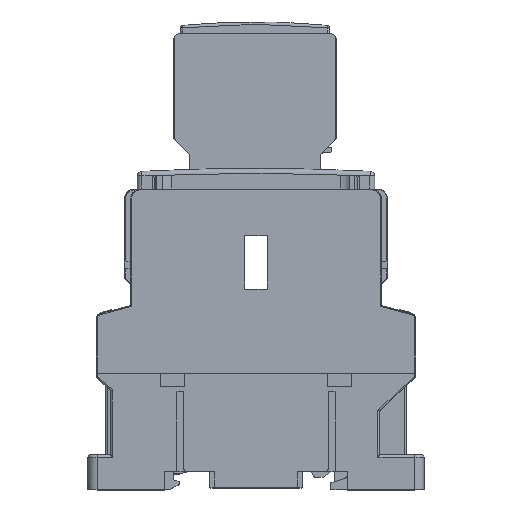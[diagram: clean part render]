
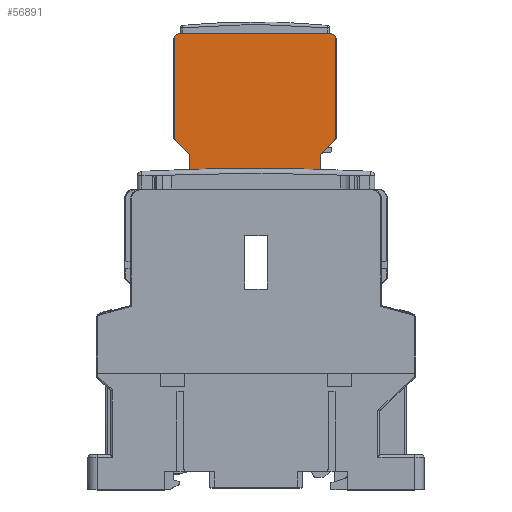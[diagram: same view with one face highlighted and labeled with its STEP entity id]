
A CAD part, top view. The second image highlights one B-rep face of the part: STEP entity #56891.
In plain terms, the highlighted planar face has unit normal (0, 0, 1).
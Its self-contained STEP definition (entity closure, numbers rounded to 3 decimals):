
#24638 = CIRCLE ( 'NONE', #24640, 1.5 ) ;
#24640 = AXIS2_PLACEMENT_3D ( 'NONE', #35456, #35457, #35458 ) ;
#24642 = CIRCLE ( 'NONE', #24645, 0.2 ) ;
#24645 = AXIS2_PLACEMENT_3D ( 'NONE', #35462, #35463, #35464 ) ;
#24647 = CIRCLE ( 'NONE', #24657, 0.2 ) ;
#24657 = AXIS2_PLACEMENT_3D ( 'NONE', #35474, #35475, #35476 ) ;
#24664 = CIRCLE ( 'NONE', #24668, 1.5 ) ;
#24668 = AXIS2_PLACEMENT_3D ( 'NONE', #35487, #35488, #35489 ) ;
#35456 = CARTESIAN_POINT ( 'NONE',  ( 15.791, 70.921, 19.9 ) ) ;
#35457 = DIRECTION ( 'NONE',  ( 0., 0., -1. ) ) ;
#35458 = DIRECTION ( 'NONE',  ( 0., 1., 0. ) ) ;
#35462 = CARTESIAN_POINT ( 'NONE',  ( 10.091, 63.7, 19.9 ) ) ;
#35463 = DIRECTION ( 'NONE',  ( 0., 0., -1. ) ) ;
#35464 = DIRECTION ( 'NONE',  ( 0., -1., 0. ) ) ;
#35474 = CARTESIAN_POINT ( 'NONE',  ( -10.509, 63.7, 19.9 ) ) ;
#35475 = DIRECTION ( 'NONE',  ( 0., 0., -1. ) ) ;
#35476 = DIRECTION ( 'NONE',  ( 0., 1., 0. ) ) ;
#35487 = CARTESIAN_POINT ( 'NONE',  ( -16.209, 70.921, 19.9 ) ) ;
#35488 = DIRECTION ( 'NONE',  ( 0., 0., -1. ) ) ;
#35489 = DIRECTION ( 'NONE',  ( 0., 1., 0. ) ) ;
#36114 = LINE ( 'NONE', #36155, #50684 ) ;
#36155 = CARTESIAN_POINT ( 'NONE',  ( 16.851, 69.861, 19.9 ) ) ;
#36163 = DIRECTION ( 'NONE',  ( -0.707, -0.707, 0. ) ) ;
#36176 = LINE ( 'NONE', #36182, #50690 ) ;
#36179 = LINE ( 'NONE', #36266, #50707 ) ;
#36182 = CARTESIAN_POINT ( 'NONE',  ( 13.791, 78.249, 19.9 ) ) ;
#36185 = DIRECTION ( 'NONE',  ( 0., -1., 0. ) ) ;
#36198 = LINE ( 'NONE', #36202, #50695 ) ;
#36202 = CARTESIAN_POINT ( 'NONE',  ( -0.209, 63.7, 19.9 ) ) ;
#36205 = DIRECTION ( 'NONE',  ( -1., 0., 0. ) ) ;
#36208 = LINE ( 'NONE', #36213, #50697 ) ;
#36213 = CARTESIAN_POINT ( 'NONE',  ( -0.209, 63.9, 19.9 ) ) ;
#36216 = DIRECTION ( 'NONE',  ( -1., 0., 0. ) ) ;
#36219 = LINE ( 'NONE', #36222, #50699 ) ;
#36222 = CARTESIAN_POINT ( 'NONE',  ( -0.209, 63.7, 19.9 ) ) ;
#36225 = DIRECTION ( 'NONE',  ( -1., 0., 0. ) ) ;
#36235 = LINE ( 'NONE', #36240, #50704 ) ;
#36240 = CARTESIAN_POINT ( 'NONE',  ( -14.209, 78.249, 19.9 ) ) ;
#36242 = DIRECTION ( 'NONE',  ( 0., 1., 0. ) ) ;
#36254 = LINE ( 'NONE', #36260, #50709 ) ;
#36260 = CARTESIAN_POINT ( 'NONE',  ( -14.209, 66.8, 19.9 ) ) ;
#36263 = DIRECTION ( 'NONE',  ( -0.707, 0.707, 0. ) ) ;
#36266 = CARTESIAN_POINT ( 'NONE',  ( -17.409, 78.249, 19.9 ) ) ;
#36273 = DIRECTION ( 'NONE',  ( 0., 1., 0. ) ) ;
#36305 = CARTESIAN_POINT ( 'NONE',  ( -16.209, 91.3, 19.9 ) ) ;
#36308 = DIRECTION ( 'NONE',  ( 0., 0., -1. ) ) ;
#36311 = DIRECTION ( 'NONE',  ( 0., 1., 0. ) ) ;
#36319 = LINE ( 'NONE', #36324, #50720 ) ;
#36324 = CARTESIAN_POINT ( 'NONE',  ( -0.209, 92.8, 19.9 ) ) ;
#36327 = DIRECTION ( 'NONE',  ( 1., 0., 0. ) ) ;
#36351 = CARTESIAN_POINT ( 'NONE',  ( 15.791, 91.3, 19.9 ) ) ;
#36354 = DIRECTION ( 'NONE',  ( 0., 0., -1. ) ) ;
#36357 = DIRECTION ( 'NONE',  ( 0., 1., 0. ) ) ;
#36375 = LINE ( 'NONE', #36380, #50730 ) ;
#36380 = CARTESIAN_POINT ( 'NONE',  ( 16.991, 78.249, 19.9 ) ) ;
#36383 = DIRECTION ( 'NONE',  ( 0., -1., 0. ) ) ;
#46656 = VERTEX_POINT ( 'NONE', #191087 ) ;
#46683 = VERTEX_POINT ( 'NONE', #191111 ) ;
#46689 = VERTEX_POINT ( 'NONE', #191117 ) ;
#46690 = VERTEX_POINT ( 'NONE', #191119 ) ;
#46692 = VERTEX_POINT ( 'NONE', #191121 ) ;
#46699 = VERTEX_POINT ( 'NONE', #191127 ) ;
#46701 = VERTEX_POINT ( 'NONE', #191129 ) ;
#46707 = VERTEX_POINT ( 'NONE', #191135 ) ;
#46786 = VERTEX_POINT ( 'NONE', #191758 ) ;
#46799 = VERTEX_POINT ( 'NONE', #191776 ) ;
#46804 = VERTEX_POINT ( 'NONE', #191782 ) ;
#46807 = VERTEX_POINT ( 'NONE', #191786 ) ;
#46808 = VERTEX_POINT ( 'NONE', #191788 ) ;
#46810 = VERTEX_POINT ( 'NONE', #191790 ) ;
#46812 = VERTEX_POINT ( 'NONE', #191792 ) ;
#46813 = VERTEX_POINT ( 'NONE', #191794 ) ;
#50684 = VECTOR ( 'NONE', #36163, 1000. ) ;
#50690 = VECTOR ( 'NONE', #36185, 1000. ) ;
#50695 = VECTOR ( 'NONE', #36205, 1000. ) ;
#50697 = VECTOR ( 'NONE', #36216, 1000. ) ;
#50699 = VECTOR ( 'NONE', #36225, 1000. ) ;
#50704 = VECTOR ( 'NONE', #36242, 1000. ) ;
#50707 = VECTOR ( 'NONE', #36273, 1000. ) ;
#50709 = VECTOR ( 'NONE', #36263, 1000. ) ;
#50711 = CIRCLE ( 'NONE', #50728, 1.5 ) ;
#50715 = CIRCLE ( 'NONE', #50717, 1.5 ) ;
#50717 = AXIS2_PLACEMENT_3D ( 'NONE', #36305, #36308, #36311 ) ;
#50720 = VECTOR ( 'NONE', #36327, 1000. ) ;
#50728 = AXIS2_PLACEMENT_3D ( 'NONE', #36351, #36354, #36357 ) ;
#50730 = VECTOR ( 'NONE', #36383, 1000. ) ;
#56891 = ADVANCED_FACE ( 'NONE', ( #215469 ), #215476, .F. ) ;
#59825 = EDGE_CURVE ( 'NONE', #46656, #46690, #24638, .T. ) ;
#59827 = EDGE_CURVE ( 'NONE', #46689, #46683, #24642, .T. ) ;
#59831 = EDGE_CURVE ( 'NONE', #46692, #46699, #24647, .T. ) ;
#59835 = EDGE_CURVE ( 'NONE', #46701, #46707, #24664, .T. ) ;
#59958 = EDGE_CURVE ( 'NONE', #46690, #46786, #36114, .T. ) ;
#59960 = EDGE_CURVE ( 'NONE', #46786, #46804, #36176, .T. ) ;
#59962 = EDGE_CURVE ( 'NONE', #46804, #46683, #36198, .T. ) ;
#59963 = EDGE_CURVE ( 'NONE', #46689, #46699, #36208, .T. ) ;
#59964 = EDGE_CURVE ( 'NONE', #46692, #46810, #36219, .T. ) ;
#59966 = EDGE_CURVE ( 'NONE', #46810, #46807, #36235, .T. ) ;
#59968 = EDGE_CURVE ( 'NONE', #46807, #46701, #36254, .T. ) ;
#59969 = EDGE_CURVE ( 'NONE', #46707, #46808, #36179, .T. ) ;
#59971 = EDGE_CURVE ( 'NONE', #46808, #46813, #50715, .T. ) ;
#59973 = EDGE_CURVE ( 'NONE', #46813, #46799, #36319, .T. ) ;
#59975 = EDGE_CURVE ( 'NONE', #46799, #46812, #50711, .T. ) ;
#59977 = EDGE_CURVE ( 'NONE', #46812, #46656, #36375, .T. ) ;
#80488 = ORIENTED_EDGE ( 'NONE', *, *, #59977, .F. ) ;
#80491 = ORIENTED_EDGE ( 'NONE', *, *, #59975, .F. ) ;
#80493 = ORIENTED_EDGE ( 'NONE', *, *, #59973, .F. ) ;
#80495 = ORIENTED_EDGE ( 'NONE', *, *, #59971, .F. ) ;
#80498 = ORIENTED_EDGE ( 'NONE', *, *, #59969, .F. ) ;
#80499 = ORIENTED_EDGE ( 'NONE', *, *, #59835, .F. ) ;
#80501 = ORIENTED_EDGE ( 'NONE', *, *, #59968, .F. ) ;
#80504 = ORIENTED_EDGE ( 'NONE', *, *, #59966, .F. ) ;
#80506 = ORIENTED_EDGE ( 'NONE', *, *, #59964, .F. ) ;
#80508 = ORIENTED_EDGE ( 'NONE', *, *, #59831, .T. ) ;
#80510 = ORIENTED_EDGE ( 'NONE', *, *, #59963, .F. ) ;
#80513 = ORIENTED_EDGE ( 'NONE', *, *, #59827, .T. ) ;
#80515 = ORIENTED_EDGE ( 'NONE', *, *, #59962, .F. ) ;
#80517 = ORIENTED_EDGE ( 'NONE', *, *, #59960, .F. ) ;
#80520 = ORIENTED_EDGE ( 'NONE', *, *, #59958, .F. ) ;
#80522 = ORIENTED_EDGE ( 'NONE', *, *, #59825, .F. ) ;
#128848 = EDGE_LOOP ( 'NONE', ( #80488, #80491, #80493, #80495, #80498, #80499, #80501, #80504, #80506, #80508, #80510, #80513, #80515, #80517, #80520, #80522 ) ) ;
#191087 = CARTESIAN_POINT ( 'NONE',  ( 16.991, 70.021, 19.9 ) ) ;
#191111 = CARTESIAN_POINT ( 'NONE',  ( 10.291, 63.7, 19.9 ) ) ;
#191117 = CARTESIAN_POINT ( 'NONE',  ( 10.091, 63.9, 19.9 ) ) ;
#191119 = CARTESIAN_POINT ( 'NONE',  ( 16.851, 69.861, 19.9 ) ) ;
#191121 = CARTESIAN_POINT ( 'NONE',  ( -10.709, 63.7, 19.9 ) ) ;
#191127 = CARTESIAN_POINT ( 'NONE',  ( -10.509, 63.9, 19.9 ) ) ;
#191129 = CARTESIAN_POINT ( 'NONE',  ( -17.27, 69.861, 19.9 ) ) ;
#191135 = CARTESIAN_POINT ( 'NONE',  ( -17.409, 70.021, 19.9 ) ) ;
#191758 = CARTESIAN_POINT ( 'NONE',  ( 13.791, 66.8, 19.9 ) ) ;
#191776 = CARTESIAN_POINT ( 'NONE',  ( 15.791, 92.8, 19.9 ) ) ;
#191782 = CARTESIAN_POINT ( 'NONE',  ( 13.791, 63.7, 19.9 ) ) ;
#191786 = CARTESIAN_POINT ( 'NONE',  ( -14.209, 66.8, 19.9 ) ) ;
#191788 = CARTESIAN_POINT ( 'NONE',  ( -17.409, 92.2, 19.9 ) ) ;
#191790 = CARTESIAN_POINT ( 'NONE',  ( -14.209, 63.7, 19.9 ) ) ;
#191792 = CARTESIAN_POINT ( 'NONE',  ( 16.991, 92.2, 19.9 ) ) ;
#191794 = CARTESIAN_POINT ( 'NONE',  ( -16.209, 92.8, 19.9 ) ) ;
#215469 = FACE_OUTER_BOUND ( 'NONE', #128848, .T. ) ;
#215476 = PLANE ( 'NONE',  #218443 ) ;
#215531 = CARTESIAN_POINT ( 'NONE',  ( -0.209, 78.249, 19.9 ) ) ;
#215535 = DIRECTION ( 'NONE',  ( 0., 0., -1. ) ) ;
#215539 = DIRECTION ( 'NONE',  ( 0., 1., 0. ) ) ;
#218443 = AXIS2_PLACEMENT_3D ( 'NONE', #215531, #215535, #215539 ) ;
